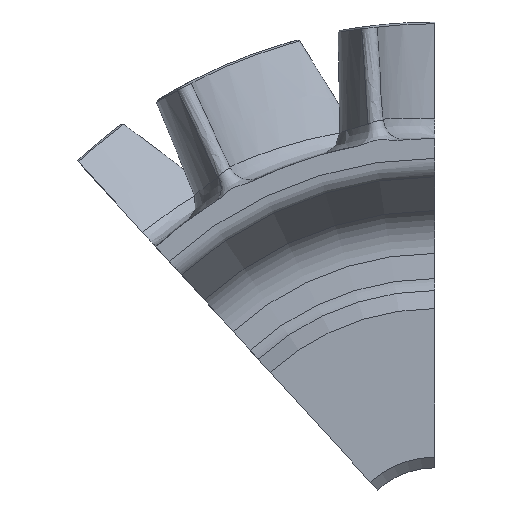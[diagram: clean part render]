
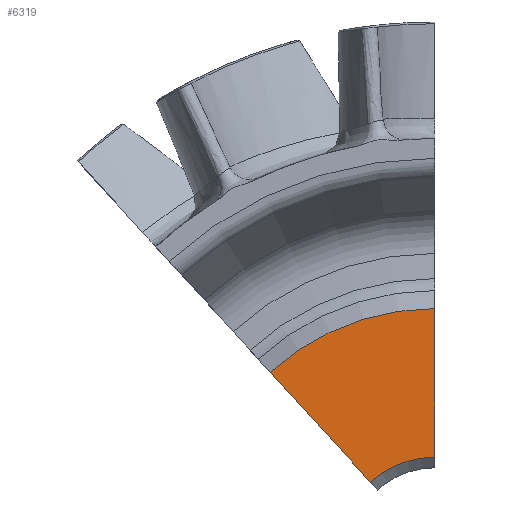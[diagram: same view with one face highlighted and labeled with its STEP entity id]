
A CAD part, left-side view. The second image highlights one B-rep face of the part: STEP entity #6319.
In plain terms, the highlighted planar face has unit normal (-1, 0, 0).
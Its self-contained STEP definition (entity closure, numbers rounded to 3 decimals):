
#257 = EDGE_CURVE ( 'NONE', #12765, #12931, #2078, .T. ) ;
#466 = EDGE_CURVE ( 'NONE', #13902, #4613, #16887, .T. ) ;
#671 = VECTOR ( 'NONE', #6316, 1000. ) ;
#713 = EDGE_LOOP ( 'NONE', ( #4445, #4776, #2547, #9142 ) ) ;
#916 = DIRECTION ( 'NONE',  ( 0., 0.674, 0.739 ) ) ;
#1995 = VECTOR ( 'NONE', #916, 1000. ) ;
#2078 = CIRCLE ( 'NONE', #14696, 23. ) ;
#2198 = CARTESIAN_POINT ( 'NONE',  ( 4.87, -13.174, -14.451 ) ) ;
#2547 = ORIENTED_EDGE ( 'NONE', *, *, #257, .F. ) ;
#2584 = FACE_OUTER_BOUND ( 'NONE', #713, .T. ) ;
#3462 = CARTESIAN_POINT ( 'NONE',  ( 4.87, 15.495, 16.997 ) ) ;
#4445 = ORIENTED_EDGE ( 'NONE', *, *, #466, .T. ) ;
#4613 = VERTEX_POINT ( 'NONE', #8206 ) ;
#4776 = ORIENTED_EDGE ( 'NONE', *, *, #14202, .T. ) ;
#6316 = DIRECTION ( 'NONE',  ( 0., 0., 1. ) ) ;
#6319 = ADVANCED_FACE ( 'NONE', ( #2584 ), #13058, .F. ) ;
#6583 = AXIS2_PLACEMENT_3D ( 'NONE', #15973, #11762, #7814 ) ;
#6914 = DIRECTION ( 'NONE',  ( 0., 0.798, 0.603 ) ) ;
#7814 = DIRECTION ( 'NONE',  ( 0., 0.798, 0.603 ) ) ;
#8026 = DIRECTION ( 'NONE',  ( 0., 0.798, 0.603 ) ) ;
#8206 = CARTESIAN_POINT ( 'NONE',  ( 4.87, 0., 9. ) ) ;
#8975 = CARTESIAN_POINT ( 'NONE',  ( 4.87, 0., -6.294 ) ) ;
#9142 = ORIENTED_EDGE ( 'NONE', *, *, #12403, .F. ) ;
#9397 = DIRECTION ( 'NONE',  ( 1., 0., 0. ) ) ;
#10859 = CARTESIAN_POINT ( 'NONE',  ( 4.87, 0., 0. ) ) ;
#11110 = AXIS2_PLACEMENT_3D ( 'NONE', #16103, #14478, #8026 ) ;
#11188 = CARTESIAN_POINT ( 'NONE',  ( 4.87, 0., 23. ) ) ;
#11762 = DIRECTION ( 'NONE',  ( 1., 0., 0. ) ) ;
#12403 = EDGE_CURVE ( 'NONE', #13902, #12765, #13960, .T. ) ;
#12765 = VERTEX_POINT ( 'NONE', #3462 ) ;
#12846 = LINE ( 'NONE', #8975, #671 ) ;
#12931 = VERTEX_POINT ( 'NONE', #11188 ) ;
#13058 = PLANE ( 'NONE',  #6583 ) ;
#13902 = VERTEX_POINT ( 'NONE', #15001 ) ;
#13960 = LINE ( 'NONE', #2198, #1995 ) ;
#14202 = EDGE_CURVE ( 'NONE', #4613, #12931, #12846, .T. ) ;
#14478 = DIRECTION ( 'NONE',  ( 1., 0., 0. ) ) ;
#14696 = AXIS2_PLACEMENT_3D ( 'NONE', #10859, #9397, #6914 ) ;
#15001 = CARTESIAN_POINT ( 'NONE',  ( 4.87, 6.063, 6.651 ) ) ;
#15973 = CARTESIAN_POINT ( 'NONE',  ( 4.87, -22.122, -6.294 ) ) ;
#16103 = CARTESIAN_POINT ( 'NONE',  ( 4.87, 0., 0. ) ) ;
#16887 = CIRCLE ( 'NONE', #11110, 9. ) ;
